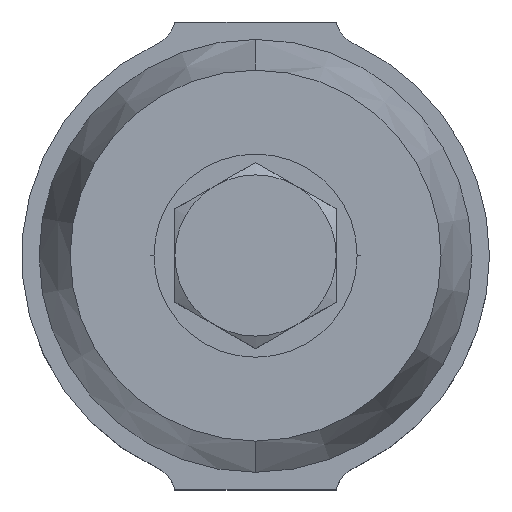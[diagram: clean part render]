
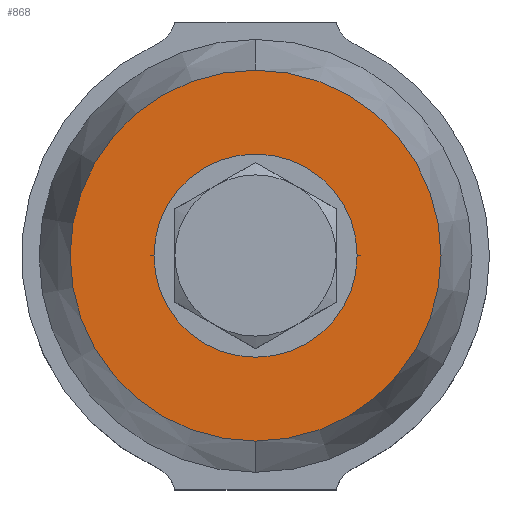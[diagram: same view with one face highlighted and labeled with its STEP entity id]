
A CAD part, top view. The second image highlights one B-rep face of the part: STEP entity #868.
In plain terms, the highlighted planar face has unit normal (0, 0, 1).
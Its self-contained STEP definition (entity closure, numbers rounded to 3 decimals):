
#176 = CARTESIAN_POINT ( 'NONE',  ( 0., 0., 12.5 ) ) ;
#487 = DIRECTION ( 'NONE',  ( 0., 1., 0. ) ) ;
#551 = CARTESIAN_POINT ( 'NONE',  ( 0., 0., 12.5 ) ) ;
#659 = CARTESIAN_POINT ( 'NONE',  ( 0., -11.5, 12.5 ) ) ;
#725 = FACE_OUTER_BOUND ( 'NONE', #1877, .T. ) ;
#868 = ADVANCED_FACE ( 'NONE', ( #2896, #725 ), #4062, .F. ) ;
#1100 = CIRCLE ( 'NONE', #1320, 6.3 ) ;
#1105 = CARTESIAN_POINT ( 'NONE',  ( 6.3, 0., 12.5 ) ) ;
#1242 = AXIS2_PLACEMENT_3D ( 'NONE', #551, #2124, #1720 ) ;
#1254 = CIRCLE ( 'NONE', #4848, 11.5 ) ;
#1316 = AXIS2_PLACEMENT_3D ( 'NONE', #1728, #2025, #487 ) ;
#1320 = AXIS2_PLACEMENT_3D ( 'NONE', #1678, #4006, #2062 ) ;
#1337 = EDGE_CURVE ( 'NONE', #2734, #2779, #1387, .T. ) ;
#1374 = EDGE_CURVE ( 'NONE', #4496, #3591, #4958, .T. ) ;
#1387 = CIRCLE ( 'NONE', #1242, 11.5 ) ;
#1678 = CARTESIAN_POINT ( 'NONE',  ( 0., 0., 12.5 ) ) ;
#1720 = DIRECTION ( 'NONE',  ( 0., -1., 0. ) ) ;
#1725 = ORIENTED_EDGE ( 'NONE', *, *, #1374, .F. ) ;
#1728 = CARTESIAN_POINT ( 'NONE',  ( 0., 11.5, 12.5 ) ) ;
#1748 = DIRECTION ( 'NONE',  ( -1., 0., 0. ) ) ;
#1851 = EDGE_LOOP ( 'NONE', ( #1886, #1725 ) ) ;
#1877 = EDGE_LOOP ( 'NONE', ( #3969, #2800 ) ) ;
#1886 = ORIENTED_EDGE ( 'NONE', *, *, #4146, .F. ) ;
#2025 = DIRECTION ( 'NONE',  ( 0., 0., -1. ) ) ;
#2062 = DIRECTION ( 'NONE',  ( -1., 0., 0. ) ) ;
#2081 = DIRECTION ( 'NONE',  ( 0., 0., 1. ) ) ;
#2124 = DIRECTION ( 'NONE',  ( 0., 0., 1. ) ) ;
#2584 = CARTESIAN_POINT ( 'NONE',  ( 0., 11.5, 12.5 ) ) ;
#2734 = VERTEX_POINT ( 'NONE', #2584 ) ;
#2779 = VERTEX_POINT ( 'NONE', #659 ) ;
#2800 = ORIENTED_EDGE ( 'NONE', *, *, #3015, .T. ) ;
#2896 = FACE_BOUND ( 'NONE', #1851, .T. ) ;
#3015 = EDGE_CURVE ( 'NONE', #2779, #2734, #1254, .T. ) ;
#3147 = AXIS2_PLACEMENT_3D ( 'NONE', #176, #2081, #1748 ) ;
#3292 = CARTESIAN_POINT ( 'NONE',  ( -6.3, 0., 12.5 ) ) ;
#3440 = DIRECTION ( 'NONE',  ( 0., 0., 1. ) ) ;
#3591 = VERTEX_POINT ( 'NONE', #3292 ) ;
#3969 = ORIENTED_EDGE ( 'NONE', *, *, #1337, .T. ) ;
#4006 = DIRECTION ( 'NONE',  ( 0., 0., 1. ) ) ;
#4062 = PLANE ( 'NONE',  #1316 ) ;
#4146 = EDGE_CURVE ( 'NONE', #3591, #4496, #1100, .T. ) ;
#4236 = DIRECTION ( 'NONE',  ( 0., -1., 0. ) ) ;
#4496 = VERTEX_POINT ( 'NONE', #1105 ) ;
#4562 = CARTESIAN_POINT ( 'NONE',  ( 0., 0., 12.5 ) ) ;
#4848 = AXIS2_PLACEMENT_3D ( 'NONE', #4562, #3440, #4236 ) ;
#4958 = CIRCLE ( 'NONE', #3147, 6.3 ) ;
